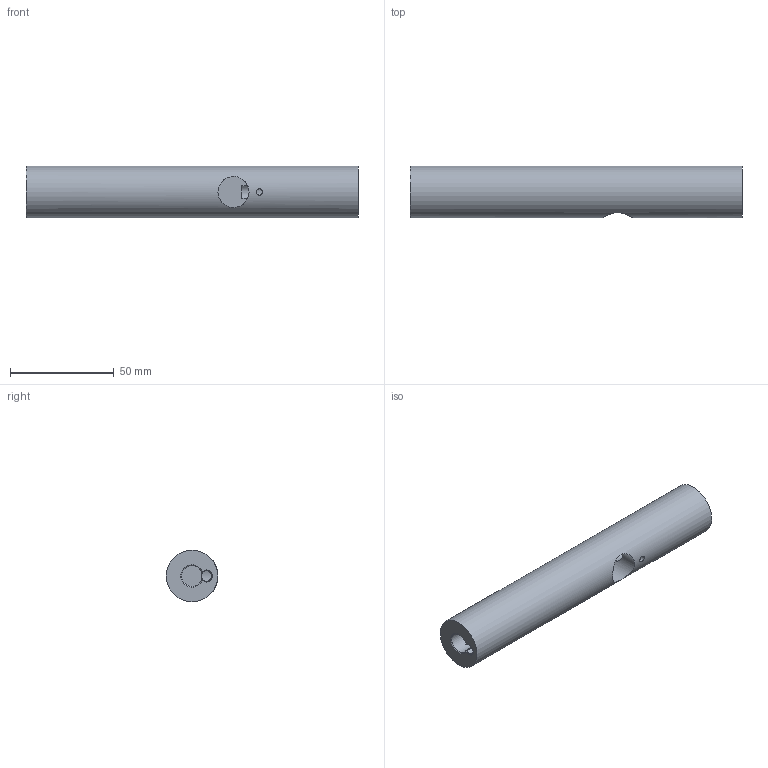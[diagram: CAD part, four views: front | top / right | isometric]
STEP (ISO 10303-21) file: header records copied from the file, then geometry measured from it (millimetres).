
FILE_DESCRIPTION(/* description */ (''),/* implementation_level */ '2;1');
FILE_NAME(/* name */ 'Dowel1.stp',/* time_stamp */ '2026-01-22T19:09:03Z',/* author */ ('Balint'),/* organization */ (''),/* preprocessor_version */ 'ST-DEVELOPER v20',/* originating_system */ 'Autodesk Inventor 2025',/* authorisation */ '');
FILE_SCHEMA (('AUTOMOTIVE_DESIGN { 1 0 10303 214 3 1 1 }'));
Length unit declared in the file: millimetre
Products named in the file (1): Dowel1
Bounding box: 160 x 25 x 25 mm (x, y, z)
Volume: 66737.5 mm3; surface area: 18136.3 mm2
Topology: 1 solids, 1 shells, 19 faces, 49 edges, 29 vertices
Faces by surface type: cylinder 9, plane 6, cone 4
Full cylindrical faces by diameter (mm): 3 x1, 5 x1, 8 x1, 15 x1, 20 x1, 25 x1
Entity records: 769 total; most frequent: CARTESIAN_POINT 260, DIRECTION 95, ORIENTED_EDGE 94, EDGE_CURVE 47, AXIS2_PLACEMENT_3D 38, VERTEX_POINT 29, EDGE_LOOP 24, FACE_OUTER_BOUND 19
